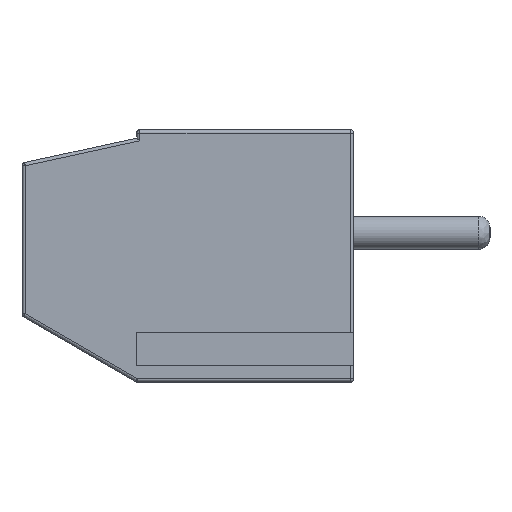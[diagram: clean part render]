
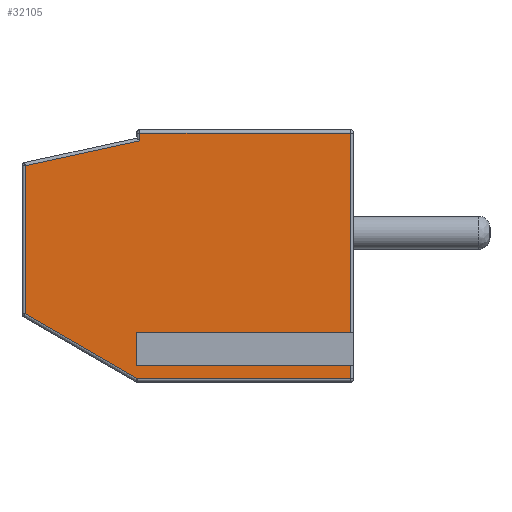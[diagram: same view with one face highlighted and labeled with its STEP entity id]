
A CAD part, left-side view. The second image highlights one B-rep face of the part: STEP entity #32105.
In plain terms, the highlighted planar face has unit normal (-1, 0, 0).
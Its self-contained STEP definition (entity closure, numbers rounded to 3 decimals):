
#63=DIRECTION('',(0.,0.,-1.));
#64=VECTOR('',#63,0.231);
#65=CARTESIAN_POINT('',(-37.5,1.45,3.));
#66=LINE('',#65,#64);
#71=DIRECTION('',(0.,1.,0.));
#72=VECTOR('',#71,6.35);
#73=CARTESIAN_POINT('',(-37.5,-4.9,3.));
#74=LINE('',#73,#72);
#78=DIRECTION('',(0.,0.,1.));
#79=VECTOR('',#78,6.186);
#80=CARTESIAN_POINT('',(-37.5,-4.9,-3.186));
#81=LINE('',#80,#79);
#85=DIRECTION('',(0.,1.,0.));
#86=VECTOR('',#85,6.45);
#87=CARTESIAN_POINT('',(-37.5,-4.9,-3.186));
#88=LINE('',#87,#86);
#92=DIRECTION('',(0.,0.,-1.));
#93=VECTOR('',#92,0.628);
#94=CARTESIAN_POINT('',(-37.5,1.55,-3.186));
#95=LINE('',#94,#93);
#99=DIRECTION('',(0.,1.,0.));
#100=VECTOR('',#99,6.45);
#101=CARTESIAN_POINT('',(-37.5,-4.9,-3.814));
#102=LINE('',#101,#100);
#106=DIRECTION('',(0.,0.,1.));
#107=VECTOR('',#106,0.586);
#108=CARTESIAN_POINT('',(-37.5,-4.9,-4.4));
#109=LINE('',#108,#107);
#113=DIRECTION('',(0.,-1.,0.));
#114=VECTOR('',#113,6.423);
#115=CARTESIAN_POINT('',(-37.5,1.523,-4.4));
#116=LINE('',#115,#114);
#120=DIRECTION('',(0.,-0.865,-0.502));
#121=VECTOR('',#120,3.903);
#122=CARTESIAN_POINT('',(-37.5,4.9,-2.442));
#123=LINE('',#122,#121);
#127=DIRECTION('',(0.,0.,-1.));
#128=VECTOR('',#127,4.462);
#129=CARTESIAN_POINT('',(-37.5,4.9,2.019));
#130=LINE('',#129,#128);
#134=DIRECTION('',(0.,0.977,-0.212));
#135=VECTOR('',#134,3.531);
#136=CARTESIAN_POINT('',(-37.5,1.45,2.769));
#137=LINE('',#136,#135);
#13660=CARTESIAN_POINT('',(-37.5,-4.9,-3.186));
#28652=CARTESIAN_POINT('',(-37.5,1.45,3.));
#28653=CARTESIAN_POINT('',(-37.5,1.45,2.769));
#28654=VERTEX_POINT('',#28652);
#28655=VERTEX_POINT('',#28653);
#28656=CARTESIAN_POINT('',(-37.5,4.9,2.019));
#28657=VERTEX_POINT('',#28656);
#28662=CARTESIAN_POINT('',(-37.5,4.9,-2.442));
#28663=VERTEX_POINT('',#28662);
#28668=CARTESIAN_POINT('',(-37.5,1.523,-4.4));
#28669=VERTEX_POINT('',#28668);
#28674=CARTESIAN_POINT('',(-37.5,-4.9,-4.4));
#28675=VERTEX_POINT('',#28674);
#28680=CARTESIAN_POINT('',(-37.5,-4.9,-3.814));
#28681=VERTEX_POINT('',#28680);
#28684=CARTESIAN_POINT('',(-37.5,-4.9,3.));
#28685=VERTEX_POINT('',#28684);
#28733=VERTEX_POINT('',#13660);
#28774=CARTESIAN_POINT('',(-37.5,1.55,-3.186));
#28775=CARTESIAN_POINT('',(-37.5,1.55,-3.814));
#28776=VERTEX_POINT('',#28774);
#28777=VERTEX_POINT('',#28775);
#32076=CARTESIAN_POINT('',(-37.5,0.,0.));
#32077=DIRECTION('',(1.,0.,0.));
#32078=DIRECTION('',(0.,-1.,0.));
#32079=AXIS2_PLACEMENT_3D('',#32076,#32077,#32078);
#32080=PLANE('',#32079);
#32082=ORIENTED_EDGE('',*,*,#32081,.F.);
#32084=ORIENTED_EDGE('',*,*,#32083,.F.);
#32086=ORIENTED_EDGE('',*,*,#32085,.F.);
#32088=ORIENTED_EDGE('',*,*,#32087,.T.);
#32090=ORIENTED_EDGE('',*,*,#32089,.T.);
#32092=ORIENTED_EDGE('',*,*,#32091,.F.);
#32094=ORIENTED_EDGE('',*,*,#32093,.F.);
#32096=ORIENTED_EDGE('',*,*,#32095,.F.);
#32098=ORIENTED_EDGE('',*,*,#32097,.F.);
#32100=ORIENTED_EDGE('',*,*,#32099,.F.);
#32102=ORIENTED_EDGE('',*,*,#32101,.F.);
#32103=EDGE_LOOP('',(#32082,#32084,#32086,#32088,#32090,#32092,#32094,#32096,
#32098,#32100,#32102));
#32104=FACE_OUTER_BOUND('',#32103,.F.);
#32105=ADVANCED_FACE('',(#32104),#32080,.F.);
#32081=EDGE_CURVE('',#28654,#28655,#66,.T.);
#32083=EDGE_CURVE('',#28685,#28654,#74,.T.);
#32085=EDGE_CURVE('',#28733,#28685,#81,.T.);
#32087=EDGE_CURVE('',#28733,#28776,#88,.T.);
#32089=EDGE_CURVE('',#28776,#28777,#95,.T.);
#32091=EDGE_CURVE('',#28681,#28777,#102,.T.);
#32093=EDGE_CURVE('',#28675,#28681,#109,.T.);
#32095=EDGE_CURVE('',#28669,#28675,#116,.T.);
#32097=EDGE_CURVE('',#28663,#28669,#123,.T.);
#32099=EDGE_CURVE('',#28657,#28663,#130,.T.);
#32101=EDGE_CURVE('',#28655,#28657,#137,.T.);
